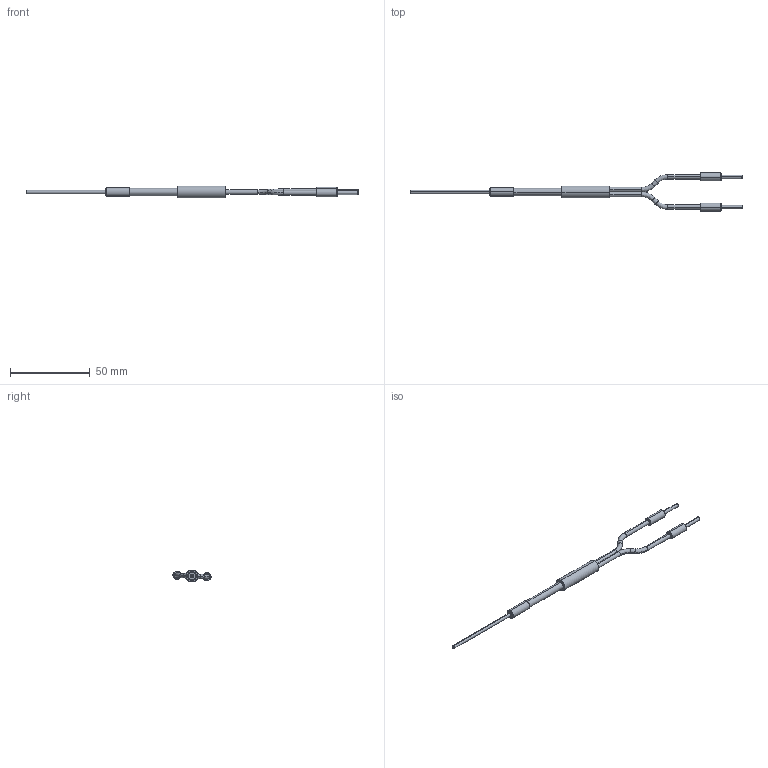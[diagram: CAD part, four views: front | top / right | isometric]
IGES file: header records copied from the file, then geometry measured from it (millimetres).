
Start section: SolidWorks IGES file using analytic representation for surfaces
Global section: file name: GPF-D030-SP-250.IGS; native system: SolidWorks 2018; preprocessor: SolidWorks 2018; author: LTW; date: 171118.074409; units: millimetre
Bounding box: 207.6 x 23.94 x 7.49 mm (x, y, z)
Surface area: 3556.8 mm2 (no closed solid volume)
Topology: 0 solids, 0 shells, 65 faces, 920 edges, 920 vertices
Faces by surface type: revolution 42, bspline 23
